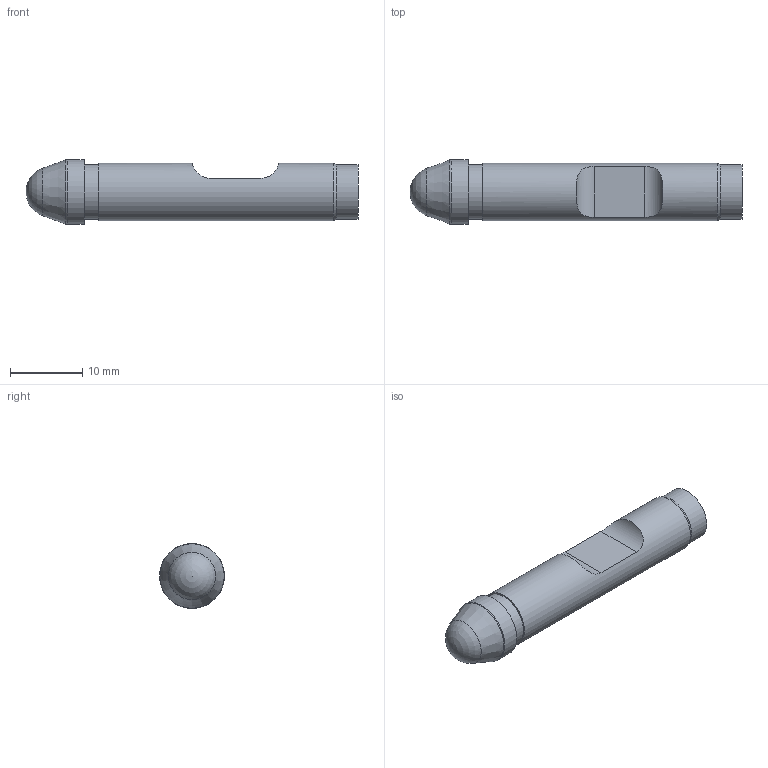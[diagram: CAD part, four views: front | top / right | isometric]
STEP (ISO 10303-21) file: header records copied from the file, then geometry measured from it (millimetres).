
FILE_DESCRIPTION(/* description */ (''),/* implementation_level */ '2;1');
FILE_NAME(/* name */ 'GM5331_01-01-100_1-4.stp',/* time_stamp */ '2023-06-16T13:53:39+02:00',/* author */ (''),/* organization */ ('GROB-WERKE GmbH & Co. KG'),/* preprocessor_version */ 'ST-DEVELOPER v18.102',/* originating_system */ 'SIEMENS PLM Software NX 2027',/* authorisation */ '');
FILE_SCHEMA (('AUTOMOTIVE_DESIGN { 1 0 10303 214 3 1 1 1 }'));
Length unit declared in the file: millimetre
Products named in the file (1): D3695729_1-index pin
Bounding box: 46.08 x 9 x 9 mm (x, y, z)
Volume: 2131.3 mm3; surface area: 1215.7 mm2
Topology: 1 solids, 1 shells, 14 faces, 27 edges, 17 vertices
Faces by surface type: cylinder 6, plane 4, cone 2, sphere 1, torus 1
Full cylindrical faces by diameter (mm): 7.5 x1, 7.6 x1, 8 x1, 9 x1
Entity records: 359 total; most frequent: CARTESIAN_POINT 79, DIRECTION 54, ORIENTED_EDGE 32, AXIS2_PLACEMENT_3D 25, EDGE_LOOP 24, FACE_BOUND 19, EDGE_CURVE 16, ADVANCED_FACE 14
